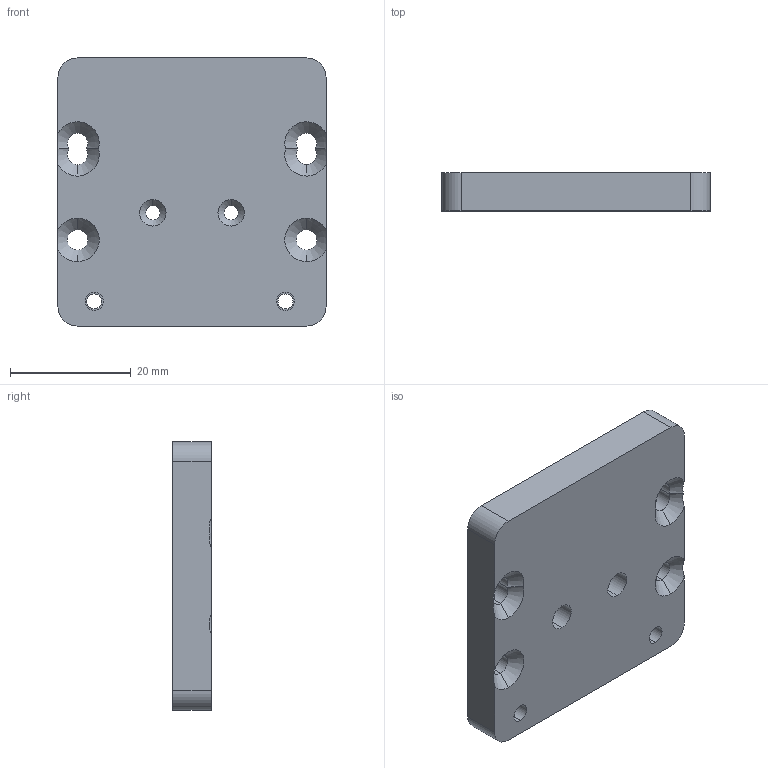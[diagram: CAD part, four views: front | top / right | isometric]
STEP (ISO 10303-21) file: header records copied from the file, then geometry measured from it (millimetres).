
FILE_DESCRIPTION (( 'STEP AP203' ), '1' );
FILE_NAME ('98-9000059-01.STEP', '2016-07-14T22:02:38', ( '' ), ( '' ), 'SwSTEP 2.0', 'SolidWorks 2013', '' );
FILE_SCHEMA (( 'CONFIG_CONTROL_DESIGN' ));
Length unit declared in the file: millimetre
Products named in the file (2): 98-9000059-01
Assembly tree (1 placements, depth 2):
  98-9000059-01
    98-9000059-01
Bounding box: 44.5 x 6.35 x 44.5 mm (x, y, z)
Volume: 11863.9 mm3; surface area: 5433.5 mm2
Topology: 1 solids, 1 shells, 54 faces, 147 edges, 93 vertices
Faces by surface type: cylinder 31, cone 14, plane 9
Entity records: 2012 total; most frequent: CARTESIAN_POINT 381, DIRECTION 326, ORIENTED_EDGE 294, EDGE_CURVE 147, AXIS2_PLACEMENT_3D 134, VERTEX_POINT 93, CIRCLE 76, EDGE_LOOP 68
